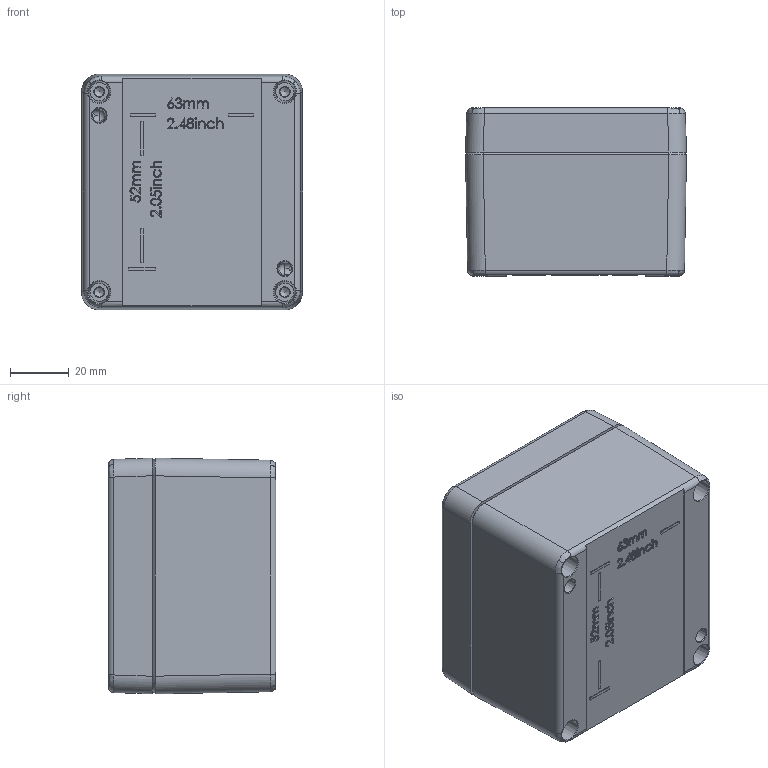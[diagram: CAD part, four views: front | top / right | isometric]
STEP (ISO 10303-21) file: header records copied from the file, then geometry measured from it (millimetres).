
FILE_DESCRIPTION(/* description */ (''),/* implementation_level */ '2;1');
FILE_NAME(/* name */ '09080806000-RST.stp',/* time_stamp */ '2021-09-02T15:04:10+02:00',/* author */ ('sl'),/* organization */ (''),/* preprocessor_version */ 'ST-DEVELOPER v16.5',/* originating_system */ 'Autodesk Inventor 2017',/* authorisation */ '');
FILE_SCHEMA (('AUTOMOTIVE_DESIGN { 1 0 10303 214 3 1 1 }'));
Products named in the file (8): Alu-Gehäuse-06-BG-0001-09_080806_000; Schraube-M4x20-7; Deckel-Alu-Gehäuse-06-BG-0002-09_080806_000; Deckel-Alu-Gehäuse-06-BT-0001-09_080806_000; Dichtlippe-Alu-Gehäuse-06-BT-0003-09_080806_000; UT-Alu-Gehäuse-06-BG-0003-09_080806_000; UT-Alu-Gehäuse-06-BT-0002-09_080806_000; Erdung-Edelstahl-Gehäuse-01-BT-0002-20101006000
Assembly tree (11 placements, depth 3):
  Alu-Gehäuse-06-BG-0001-09_080806_000
    Schraube-M4x20-7  x4
    Deckel-Alu-Gehäuse-06-BG-0002-09_080806_000
      Deckel-Alu-Gehäuse-06-BT-0001-09_080806_000
      Dichtlippe-Alu-Gehäuse-06-BT-0003-09_080806_000
    UT-Alu-Gehäuse-06-BG-0003-09_080806_000
      UT-Alu-Gehäuse-06-BT-0002-09_080806_000
      Erdung-Edelstahl-Gehäuse-01-BT-0002-20101006000  x2
Bounding box: 75 x 57 x 80 mm (x, y, z)
Volume: 111478.6 mm3; surface area: 64681 mm2
Topology: 9 solids, 9 shells, 1221 faces, 3020 edges, 1874 vertices
Faces by surface type: bspline 502, plane 402, cylinder 176, torus 72, cone 69
Full cylindrical faces by diameter (mm): 3.3 x14, 3.52 x4, 4 x4, 4.7 x2, 5 x2, 8 x2
Entity records: 61749 total; most frequent: CARTESIAN_POINT 38580, ORIENTED_EDGE 5206, DIRECTION 3752, EDGE_CURVE 2603, VERTEX_POINT 1676, EDGE_LOOP 1331, AXIS2_PLACEMENT_3D 1307, LINE 1138
